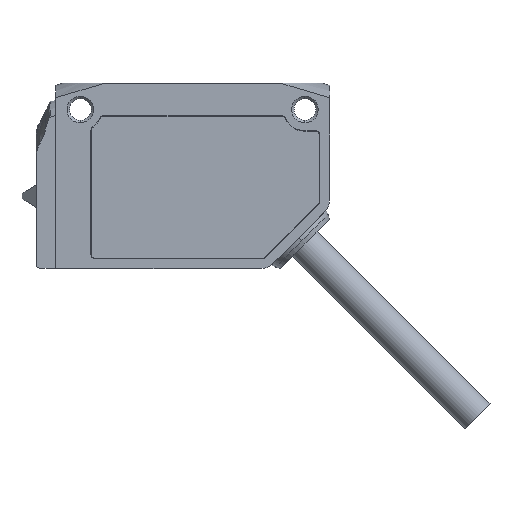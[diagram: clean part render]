
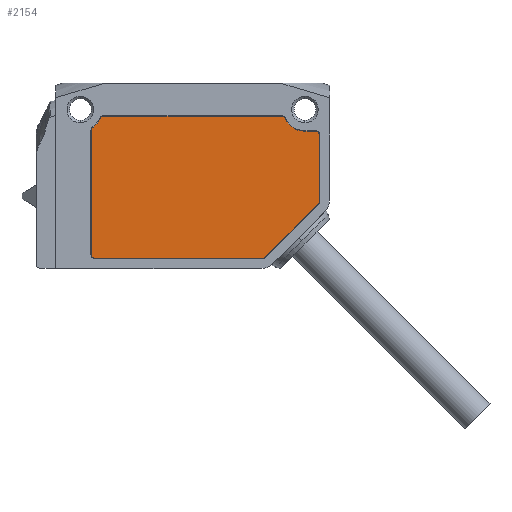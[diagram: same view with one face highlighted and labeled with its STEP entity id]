
A CAD part, left-side view. The second image highlights one B-rep face of the part: STEP entity #2154.
In plain terms, the highlighted planar face has unit normal (-1, 0, 0).
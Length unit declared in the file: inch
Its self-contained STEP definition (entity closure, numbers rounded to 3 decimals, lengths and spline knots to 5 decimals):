
#15 = DIRECTION ( 'NONE',  ( 1., 0., 0. ) ) ;
#52 = VECTOR ( 'NONE', #366, 39.37008 ) ;
#103 = CARTESIAN_POINT ( 'NONE',  ( -0.25591, 0.15136, -0.08733 ) ) ;
#113 = CARTESIAN_POINT ( 'NONE',  ( -0.25591, 0.92323, 0.47837 ) ) ;
#136 = DIRECTION ( 'NONE',  ( 1., 0., 0. ) ) ;
#177 = CARTESIAN_POINT ( 'NONE',  ( -0.25591, 0.90551, -0.0748 ) ) ;
#188 = DIRECTION ( 'NONE',  ( 0., 0., -1. ) ) ;
#215 = EDGE_CURVE ( 'NONE', #3444, #2638, #1735, .T. ) ;
#232 = CARTESIAN_POINT ( 'NONE',  ( -0.25591, 0.90551, -0.09252 ) ) ;
#270 = VERTEX_POINT ( 'NONE', #1338 ) ;
#274 = EDGE_CURVE ( 'NONE', #1784, #3038, #927, .T. ) ;
#277 = DIRECTION ( 'NONE',  ( 0., 0., 1. ) ) ;
#318 = CARTESIAN_POINT ( 'NONE',  ( -0.25591, 0.15136, -0.08733 ) ) ;
#344 = CIRCLE ( 'NONE', #3326, 0.09646 ) ;
#366 = DIRECTION ( 'NONE',  ( 0., -0.707, 0.707 ) ) ;
#451 = ORIENTED_EDGE ( 'NONE', *, *, #607, .F. ) ;
#473 = DIRECTION ( 'NONE',  ( 0., 0., -1. ) ) ;
#485 = DIRECTION ( 'NONE',  ( 0., 0., -1. ) ) ;
#489 = ORIENTED_EDGE ( 'NONE', *, *, #701, .F. ) ;
#556 = AXIS2_PLACEMENT_3D ( 'NONE', #2326, #991, #1063 ) ;
#557 = LINE ( 'NONE', #2472, #2017 ) ;
#607 = EDGE_CURVE ( 'NONE', #1784, #1162, #2999, .T. ) ;
#610 = CARTESIAN_POINT ( 'NONE',  ( -0.25591, 0.90551, -0.09252 ) ) ;
#701 = EDGE_CURVE ( 'NONE', #3409, #3149, #1773, .T. ) ;
#729 = LINE ( 'NONE', #103, #52 ) ;
#757 = DIRECTION ( 'NONE',  ( 1., 0., 0. ) ) ;
#823 = DIRECTION ( 'NONE',  ( 0., -1., 0. ) ) ;
#927 = LINE ( 'NONE', #1066, #3507 ) ;
#943 = ORIENTED_EDGE ( 'NONE', *, *, #274, .T. ) ;
#949 = VERTEX_POINT ( 'NONE', #1154 ) ;
#956 = CIRCLE ( 'NONE', #1426, 0.01772 ) ;
#965 = VERTEX_POINT ( 'NONE', #318 ) ;
#971 = DIRECTION ( 'NONE',  ( 0., 0., -1. ) ) ;
#981 = DIRECTION ( 'NONE',  ( 0., 0., -1. ) ) ;
#991 = DIRECTION ( 'NONE',  ( 1., 0., 0. ) ) ;
#1009 = CARTESIAN_POINT ( 'NONE',  ( -0.25591, 0.88463, 0.53095 ) ) ;
#1012 = VECTOR ( 'NONE', #823, 39.37008 ) ;
#1014 = VECTOR ( 'NONE', #3011, 39.37008 ) ;
#1015 = CARTESIAN_POINT ( 'NONE',  ( -0.25591, 0.16389, -0.0748 ) ) ;
#1042 = ORIENTED_EDGE ( 'NONE', *, *, #1333, .F. ) ;
#1044 = CARTESIAN_POINT ( 'NONE',  ( -0.25591, 0.90551, 0.47837 ) ) ;
#1063 = DIRECTION ( 'NONE',  ( 0., 0., -1. ) ) ;
#1066 = CARTESIAN_POINT ( 'NONE',  ( -0.25591, 0.92323, 0.47837 ) ) ;
#1095 = EDGE_CURVE ( 'NONE', #1681, #3149, #3042, .T. ) ;
#1107 = EDGE_CURVE ( 'NONE', #3312, #1182, #1848, .T. ) ;
#1124 = ORIENTED_EDGE ( 'NONE', *, *, #3209, .F. ) ;
#1125 = VERTEX_POINT ( 'NONE', #3115 ) ;
#1132 = ORIENTED_EDGE ( 'NONE', *, *, #2775, .T. ) ;
#1154 = CARTESIAN_POINT ( 'NONE',  ( -0.25591, -0.09252, 0.45669 ) ) ;
#1162 = VERTEX_POINT ( 'NONE', #1772 ) ;
#1171 = ORIENTED_EDGE ( 'NONE', *, *, #215, .T. ) ;
#1182 = VERTEX_POINT ( 'NONE', #1196 ) ;
#1196 = CARTESIAN_POINT ( 'NONE',  ( -0.25591, 0.16389, -0.09252 ) ) ;
#1201 = AXIS2_PLACEMENT_3D ( 'NONE', #1044, #3467, #2368 ) ;
#1206 = DIRECTION ( 'NONE',  ( 0., 1., 0. ) ) ;
#1207 = EDGE_CURVE ( 'NONE', #965, #1746, #729, .T. ) ;
#1333 = EDGE_CURVE ( 'NONE', #1125, #1746, #1890, .T. ) ;
#1338 = CARTESIAN_POINT ( 'NONE',  ( -0.25591, -0.0748, 0.47441 ) ) ;
#1348 = DIRECTION ( 'NONE',  ( 0., 0., -1. ) ) ;
#1426 = AXIS2_PLACEMENT_3D ( 'NONE', #1852, #2948, #2123 ) ;
#1501 = DIRECTION ( 'NONE',  ( 1., 0., 0. ) ) ;
#1630 = AXIS2_PLACEMENT_3D ( 'NONE', #177, #757, #188 ) ;
#1647 = CIRCLE ( 'NONE', #2481, 0.01772 ) ;
#1655 = VECTOR ( 'NONE', #1206, 39.37008 ) ;
#1671 = DIRECTION ( 'NONE',  ( 1., 0., 0. ) ) ;
#1681 = VERTEX_POINT ( 'NONE', #2230 ) ;
#1735 = CIRCLE ( 'NONE', #2161, 0.09646 ) ;
#1746 = VERTEX_POINT ( 'NONE', #3353 ) ;
#1772 = CARTESIAN_POINT ( 'NONE',  ( -0.25591, 0.9159, 0.49272 ) ) ;
#1773 = CIRCLE ( 'NONE', #556, 0.01772 ) ;
#1784 = VERTEX_POINT ( 'NONE', #113 ) ;
#1830 = CARTESIAN_POINT ( 'NONE',  ( -0.25591, -0.02756, 0.57087 ) ) ;
#1848 = LINE ( 'NONE', #232, #1012 ) ;
#1852 = CARTESIAN_POINT ( 'NONE',  ( -0.25591, 0.07638, 0.52362 ) ) ;
#1890 = CIRCLE ( 'NONE', #3361, 0.01772 ) ;
#1900 = DIRECTION ( 'NONE',  ( 1., 0., 0. ) ) ;
#1905 = CARTESIAN_POINT ( 'NONE',  ( -0.25591, 0.8685, 0.54134 ) ) ;
#1928 = CARTESIAN_POINT ( 'NONE',  ( -0.25591, -0.0748, 0.45669 ) ) ;
#2017 = VECTOR ( 'NONE', #277, 39.37008 ) ;
#2032 = EDGE_CURVE ( 'NONE', #1681, #2638, #956, .T. ) ;
#2033 = CARTESIAN_POINT ( 'NONE',  ( -0.25591, -0.02756, 0.47441 ) ) ;
#2043 = CARTESIAN_POINT ( 'NONE',  ( -0.25591, 0.07638, 0.54134 ) ) ;
#2069 = AXIS2_PLACEMENT_3D ( 'NONE', #2998, #1900, #485 ) ;
#2080 = CARTESIAN_POINT ( 'NONE',  ( -0.25591, 0.92323, -0.0748 ) ) ;
#2092 = ORIENTED_EDGE ( 'NONE', *, *, #3031, .F. ) ;
#2113 = ORIENTED_EDGE ( 'NONE', *, *, #2032, .F. ) ;
#2123 = DIRECTION ( 'NONE',  ( 0., 0., -1. ) ) ;
#2154 = ADVANCED_FACE ( 'NONE', ( #3292 ), #3218, .F. ) ;
#2161 = AXIS2_PLACEMENT_3D ( 'NONE', #1830, #3472, #473 ) ;
#2196 = CARTESIAN_POINT ( 'NONE',  ( -0.25591, 0.97244, 0.57087 ) ) ;
#2230 = CARTESIAN_POINT ( 'NONE',  ( -0.25591, 0.07638, 0.54134 ) ) ;
#2241 = CARTESIAN_POINT ( 'NONE',  ( -0.25591, -0.0748, 0.47441 ) ) ;
#2302 = EDGE_CURVE ( 'NONE', #270, #3444, #2907, .T. ) ;
#2326 = CARTESIAN_POINT ( 'NONE',  ( -0.25591, 0.8685, 0.52362 ) ) ;
#2368 = DIRECTION ( 'NONE',  ( 0., 0., -1. ) ) ;
#2437 = CIRCLE ( 'NONE', #1630, 0.01772 ) ;
#2460 = DIRECTION ( 'NONE',  ( 0., 0., -1. ) ) ;
#2465 = EDGE_CURVE ( 'NONE', #965, #1182, #3085, .T. ) ;
#2472 = CARTESIAN_POINT ( 'NONE',  ( -0.25591, -0.09252, 0.16389 ) ) ;
#2481 = AXIS2_PLACEMENT_3D ( 'NONE', #1928, #1671, #2460 ) ;
#2558 = ORIENTED_EDGE ( 'NONE', *, *, #2686, .T. ) ;
#2578 = CARTESIAN_POINT ( 'NONE',  ( -0.25591, -0.0748, 0.16389 ) ) ;
#2638 = VERTEX_POINT ( 'NONE', #3181 ) ;
#2686 = EDGE_CURVE ( 'NONE', #3409, #1162, #344, .T. ) ;
#2725 = ORIENTED_EDGE ( 'NONE', *, *, #1107, .T. ) ;
#2775 = EDGE_CURVE ( 'NONE', #1125, #949, #557, .T. ) ;
#2907 = LINE ( 'NONE', #2241, #1014 ) ;
#2940 = DIRECTION ( 'NONE',  ( 0., 0., -1. ) ) ;
#2948 = DIRECTION ( 'NONE',  ( 1., 0., 0. ) ) ;
#2987 = ORIENTED_EDGE ( 'NONE', *, *, #1207, .T. ) ;
#2998 = CARTESIAN_POINT ( 'NONE',  ( -0.25591, 0., 0. ) ) ;
#2999 = CIRCLE ( 'NONE', #1201, 0.01772 ) ;
#3011 = DIRECTION ( 'NONE',  ( 0., 1., 0. ) ) ;
#3031 = EDGE_CURVE ( 'NONE', #3312, #3038, #2437, .T. ) ;
#3038 = VERTEX_POINT ( 'NONE', #2080 ) ;
#3042 = LINE ( 'NONE', #2043, #1655 ) ;
#3066 = ORIENTED_EDGE ( 'NONE', *, *, #2465, .F. ) ;
#3085 = CIRCLE ( 'NONE', #3407, 0.01772 ) ;
#3115 = CARTESIAN_POINT ( 'NONE',  ( -0.25591, -0.09252, 0.16389 ) ) ;
#3149 = VERTEX_POINT ( 'NONE', #1905 ) ;
#3181 = CARTESIAN_POINT ( 'NONE',  ( -0.25591, 0.06025, 0.53095 ) ) ;
#3209 = EDGE_CURVE ( 'NONE', #270, #949, #1647, .T. ) ;
#3218 = PLANE ( 'NONE',  #2069 ) ;
#3292 = FACE_OUTER_BOUND ( 'NONE', #3337, .T. ) ;
#3312 = VERTEX_POINT ( 'NONE', #610 ) ;
#3318 = ORIENTED_EDGE ( 'NONE', *, *, #2302, .T. ) ;
#3326 = AXIS2_PLACEMENT_3D ( 'NONE', #2196, #15, #1348 ) ;
#3337 = EDGE_LOOP ( 'NONE', ( #451, #943, #2092, #2725, #3066, #2987, #1042, #1132, #1124, #3318, #1171, #2113, #3363, #489, #2558 ) ) ;
#3353 = CARTESIAN_POINT ( 'NONE',  ( -0.25591, -0.08733, 0.15136 ) ) ;
#3361 = AXIS2_PLACEMENT_3D ( 'NONE', #2578, #136, #971 ) ;
#3363 = ORIENTED_EDGE ( 'NONE', *, *, #1095, .T. ) ;
#3407 = AXIS2_PLACEMENT_3D ( 'NONE', #1015, #1501, #981 ) ;
#3409 = VERTEX_POINT ( 'NONE', #1009 ) ;
#3444 = VERTEX_POINT ( 'NONE', #2033 ) ;
#3467 = DIRECTION ( 'NONE',  ( 1., 0., 0. ) ) ;
#3472 = DIRECTION ( 'NONE',  ( 1., 0., 0. ) ) ;
#3507 = VECTOR ( 'NONE', #2940, 39.37008 ) ;
